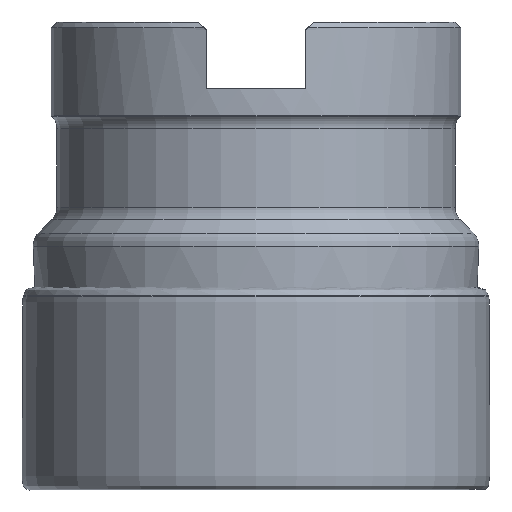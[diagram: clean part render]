
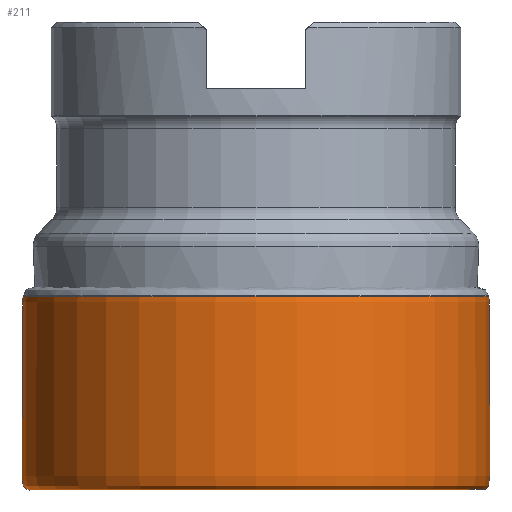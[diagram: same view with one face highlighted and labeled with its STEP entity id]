
A CAD part, front view. The second image highlights one B-rep face of the part: STEP entity #211.
In plain terms, the highlighted face is a revolution surface.
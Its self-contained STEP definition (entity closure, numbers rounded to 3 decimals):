
#211=ADVANCED_FACE('',(#287,#288),#253,.T.);
#253=SURFACE_OF_REVOLUTION('',#267,#260);
#260=AXIS1_PLACEMENT('',#1173,#910);
#267=B_SPLINE_CURVE_WITH_KNOTS('',5,(#1123,#1124,#1125,#1126,#1127,#1128,
#1129,#1130,#1131,#1132,#1133,#1134,#1135,#1136,#1137,#1138,#1139,#1140,
#1141,#1142,#1143,#1144,#1145,#1146,#1147,#1148,#1149,#1150,#1151,#1152,
#1153,#1154,#1155,#1156,#1157,#1158,#1159,#1160,#1161,#1162,#1163,#1164,
#1165,#1166,#1167,#1168,#1169,#1170,#1171,#1172),.UNSPECIFIED.,.F.,.F.,
(6,1,1,1,1,1,1,1,1,1,1,1,1,1,1,1,1,1,1,1,1,1,1,1,1,1,1,1,1,1,1,1,1,1,1,
1,1,1,1,1,1,1,1,1,1,6),(0.,0.016,0.035,0.055,
0.078,0.104,0.132,0.163,
0.197,0.233,0.272,0.315,
0.36,0.428,0.574,0.696,
0.726,0.736,0.744,0.752,
0.761,0.771,0.794,0.843,
0.883,0.887,0.89,0.899,
0.921,0.925,0.928,0.932,0.936,
0.94,0.944,0.96,0.964,
0.966,0.968,0.972,0.976,0.98,
0.984,0.988,0.993,1.),.UNSPECIFIED.);
#287=FACE_BOUND('',#335,.T.);
#288=FACE_BOUND('',#336,.T.);
#335=EDGE_LOOP('',(#401));
#336=EDGE_LOOP('',(#402));
#401=ORIENTED_EDGE('',*,*,#626,.F.);
#402=ORIENTED_EDGE('',*,*,#627,.T.);
#563=VERTEX_POINT('',#1120);
#564=VERTEX_POINT('',#1122);
#626=EDGE_CURVE('',#563,#563,#707,.T.);
#627=EDGE_CURVE('',#564,#564,#708,.T.);
#707=CIRCLE('',#811,14.279);
#708=CIRCLE('',#812,19.861);
#811=AXIS2_PLACEMENT_3D('',#1119,#906,#907);
#812=AXIS2_PLACEMENT_3D('',#1121,#908,#909);
#906=DIRECTION('',(0.,0.,-1.));
#907=DIRECTION('',(-1.,0.,0.));
#908=DIRECTION('',(0.,0.,-1.));
#909=DIRECTION('',(-1.,0.,0.));
#910=DIRECTION('',(0.,0.,-1.));
#1119=CARTESIAN_POINT('',(0.,0.,-39.819));
#1120=CARTESIAN_POINT('',(-14.279,0.,-39.819));
#1121=CARTESIAN_POINT('',(0.,0.,-23.415));
#1122=CARTESIAN_POINT('',(-19.861,0.,-23.415));
#1123=CARTESIAN_POINT('',(0.,-19.861,-23.415));
#1124=CARTESIAN_POINT('',(0.,-19.879,-23.484));
#1125=CARTESIAN_POINT('',(0.,-19.912,-23.636));
#1126=CARTESIAN_POINT('',(0.,-19.947,-23.879));
#1127=CARTESIAN_POINT('',(0.,-19.963,-24.223));
#1128=CARTESIAN_POINT('',(0.,-19.957,-24.68));
#1129=CARTESIAN_POINT('',(0.,-19.959,-25.191));
#1130=CARTESIAN_POINT('',(0.,-19.956,-25.754));
#1131=CARTESIAN_POINT('',(0.,-19.957,-26.375));
#1132=CARTESIAN_POINT('',(0.,-19.955,-27.055));
#1133=CARTESIAN_POINT('',(0.,-19.956,-27.796));
#1134=CARTESIAN_POINT('',(0.,-19.954,-28.598));
#1135=CARTESIAN_POINT('',(0.,-19.955,-29.465));
#1136=CARTESIAN_POINT('',(0.,-19.954,-30.484));
#1137=CARTESIAN_POINT('',(0.,-19.957,-31.98));
#1138=CARTESIAN_POINT('',(0.,-19.954,-33.844));
#1139=CARTESIAN_POINT('',(0.,-19.966,-35.65));
#1140=CARTESIAN_POINT('',(0.,-19.959,-37.306));
#1141=CARTESIAN_POINT('',(0.,-19.974,-38.687));
#1142=CARTESIAN_POINT('',(0.,-19.974,-39.478));
#1143=CARTESIAN_POINT('',(0.,-19.785,-39.724));
#1144=CARTESIAN_POINT('',(0.,-19.656,-39.851));
#1145=CARTESIAN_POINT('',(0.,-19.417,-39.998));
#1146=CARTESIAN_POINT('',(0.,-18.987,-40.004));
#1147=CARTESIAN_POINT('',(0.,-18.41,-40.004));
#1148=CARTESIAN_POINT('',(0.,-17.866,-40.006));
#1149=CARTESIAN_POINT('',(0.,-17.346,-40.));
#1150=CARTESIAN_POINT('',(0.,-16.89,-39.978));
#1151=CARTESIAN_POINT('',(0.,-16.549,-39.954));
#1152=CARTESIAN_POINT('',(0.,-16.371,-39.946));
#1153=CARTESIAN_POINT('',(0.,-16.187,-39.931));
#1154=CARTESIAN_POINT('',(0.,-16.002,-39.922));
#1155=CARTESIAN_POINT('',(0.,-15.839,-39.911));
#1156=CARTESIAN_POINT('',(0.,-15.754,-39.907));
#1157=CARTESIAN_POINT('',(0.,-15.668,-39.901));
#1158=CARTESIAN_POINT('',(0.,-15.53,-39.893));
#1159=CARTESIAN_POINT('',(0.,-15.392,-39.885));
#1160=CARTESIAN_POINT('',(0.,-15.261,-39.877));
#1161=CARTESIAN_POINT('',(0.,-15.139,-39.87));
#1162=CARTESIAN_POINT('',(0.,-15.017,-39.863));
#1163=CARTESIAN_POINT('',(0.,-14.946,-39.858));
#1164=CARTESIAN_POINT('',(0.,-14.875,-39.854));
#1165=CARTESIAN_POINT('',(0.,-14.796,-39.849));
#1166=CARTESIAN_POINT('',(0.,-14.708,-39.844));
#1167=CARTESIAN_POINT('',(0.,-14.619,-39.839));
#1168=CARTESIAN_POINT('',(0.,-14.516,-39.833));
#1169=CARTESIAN_POINT('',(0.,-14.43,-39.828));
#1170=CARTESIAN_POINT('',(0.,-14.362,-39.824));
#1171=CARTESIAN_POINT('',(0.,-14.312,-39.822));
#1172=CARTESIAN_POINT('',(0.,-14.279,-39.819));
#1173=CARTESIAN_POINT('',(0.,0.,0.));
